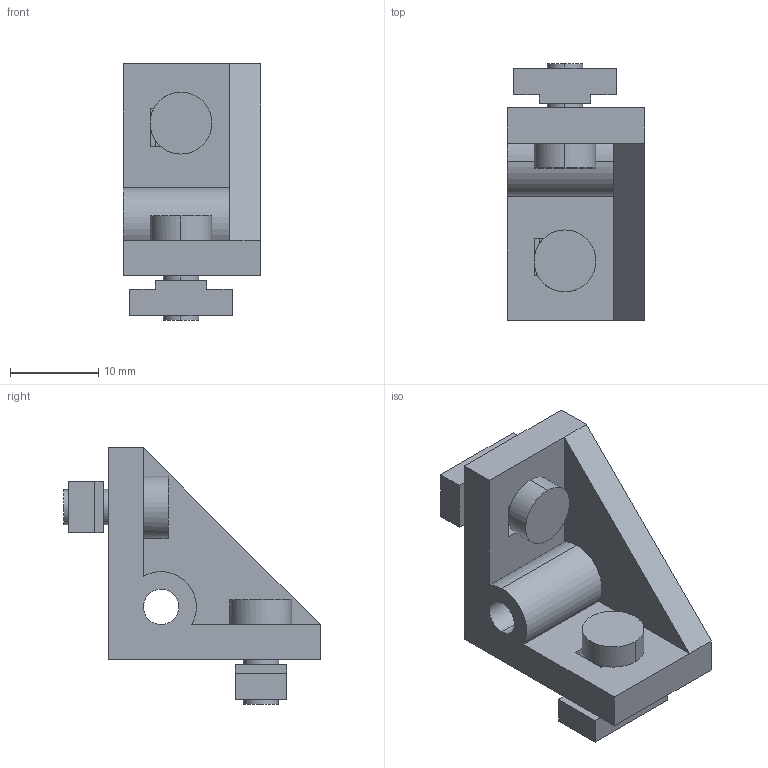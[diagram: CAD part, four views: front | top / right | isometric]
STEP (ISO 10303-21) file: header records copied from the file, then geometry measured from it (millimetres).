
FILE_DESCRIPTION(('STEP AP214'),'1');
FILE_NAME('cctmp_F9F21F94-0650-4D5A-B501-C9B04038AC11_2021_10_08_11_03_20_0822..stp','2021-10-08T09:03:21',('Bosch Rexroth AG'),('CADClick - www.CADClick.com'),'Spatial InterOp 3D',' ','unknown authorization - (Healing Option Enabled)');
FILE_SCHEMA(('AUTOMOTIVE_DESIGN'));
Length unit declared in the file: millimetre
Products named in the file (1): 1
Bounding box: 15.5 x 29 x 29 mm (x, y, z)
Volume: 4231.3 mm3; surface area: 3200.6 mm2
Topology: 1 solids, 1 shells, 62 faces, 170 edges, 114 vertices
Faces by surface type: plane 46, cylinder 16
Entity records: 2508 total; most frequent: CARTESIAN_POINT 347, DIRECTION 342, ORIENTED_EDGE 340, EDGE_CURVE 170, LINE 124, VECTOR 124, VERTEX_POINT 114, AXIS2_PLACEMENT_3D 109
